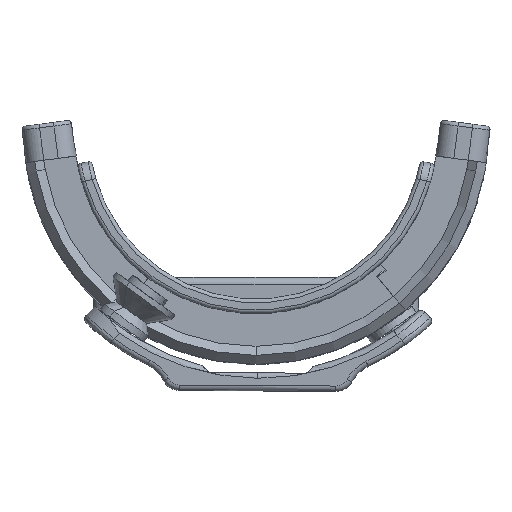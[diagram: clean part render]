
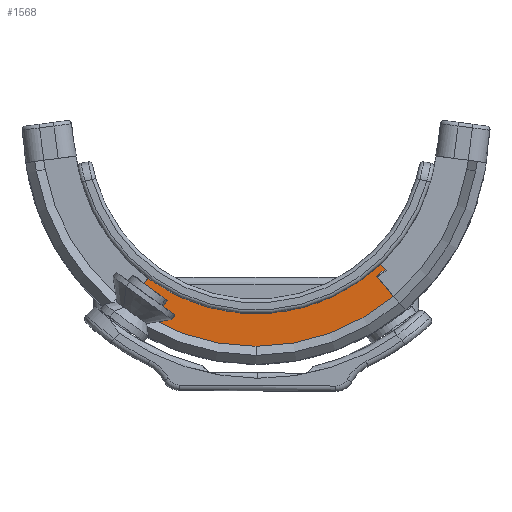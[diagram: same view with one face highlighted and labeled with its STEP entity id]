
A CAD part, front view. The second image highlights one B-rep face of the part: STEP entity #1568.
In plain terms, the highlighted planar face has unit normal (0, -1, 0).
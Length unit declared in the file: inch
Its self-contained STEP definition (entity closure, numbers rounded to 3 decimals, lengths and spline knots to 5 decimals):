
#79 = VERTEX_POINT ( 'NONE', #16918 ) ;
#655 = VECTOR ( 'NONE', #13742, 39.37008 ) ;
#1311 = ORIENTED_EDGE ( 'NONE', *, *, #4878, .T. ) ;
#1383 = AXIS2_PLACEMENT_3D ( 'NONE', #42034, #23377, #32832 ) ;
#1568 = ADVANCED_FACE ( 'NONE', ( #32705 ), #28641, .T. ) ;
#1775 = DIRECTION ( 'NONE',  ( 0., 0., -1. ) ) ;
#1779 = CIRCLE ( 'NONE', #24431, 1.9685 ) ;
#1797 = CARTESIAN_POINT ( 'NONE',  ( 1.31088, -0.19685, -1.56225 ) ) ;
#1904 = DIRECTION ( 'NONE',  ( -0.643, 0., -0.766 ) ) ;
#2259 = VERTEX_POINT ( 'NONE', #27173 ) ;
#2352 = DIRECTION ( 'NONE',  ( 0.643, 0., -0.766 ) ) ;
#3074 = EDGE_CURVE ( 'NONE', #37205, #28210, #4609, .T. ) ;
#3448 = CARTESIAN_POINT ( 'NONE',  ( 1.35581, -0.19685, -1.43204 ) ) ;
#3511 = EDGE_CURVE ( 'NONE', #32434, #40023, #20834, .T. ) ;
#3824 = ORIENTED_EDGE ( 'NONE', *, *, #3074, .F. ) ;
#4380 = CARTESIAN_POINT ( 'NONE',  ( 1.40136, -0.19685, -1.48633 ) ) ;
#4545 = ORIENTED_EDGE ( 'NONE', *, *, #3511, .T. ) ;
#4609 = LINE ( 'NONE', #7619, #35471 ) ;
#4878 = EDGE_CURVE ( 'NONE', #37205, #6599, #22570, .T. ) ;
#5833 = CIRCLE ( 'NONE', #13405, 1.9685 ) ;
#5999 = DIRECTION ( 'NONE',  ( 0., 0., -1. ) ) ;
#6009 = DIRECTION ( 'NONE',  ( 0., -1., 0. ) ) ;
#6599 = VERTEX_POINT ( 'NONE', #12671 ) ;
#6655 = EDGE_CURVE ( 'NONE', #21986, #32434, #10709, .T. ) ;
#7320 = ORIENTED_EDGE ( 'NONE', *, *, #36521, .F. ) ;
#7619 = CARTESIAN_POINT ( 'NONE',  ( 1.35581, -0.19685, -1.43204 ) ) ;
#7789 = EDGE_CURVE ( 'NONE', #40023, #13232, #30213, .T. ) ;
#8599 = LINE ( 'NONE', #28782, #19641 ) ;
#10709 = LINE ( 'NONE', #30875, #655 ) ;
#11214 = VECTOR ( 'NONE', #22693, 39.37008 ) ;
#11880 = EDGE_CURVE ( 'NONE', #79, #30953, #1779, .T. ) ;
#12620 = CARTESIAN_POINT ( 'NONE',  ( -1.12424, -0.19685, -1.52356 ) ) ;
#12671 = CARTESIAN_POINT ( 'NONE',  ( 1.26533, -0.19685, -1.50796 ) ) ;
#13182 = CARTESIAN_POINT ( 'NONE',  ( -1.26533, -0.19685, -1.50796 ) ) ;
#13232 = VERTEX_POINT ( 'NONE', #17819 ) ;
#13405 = AXIS2_PLACEMENT_3D ( 'NONE', #37979, #25331, #5999 ) ;
#13470 = AXIS2_PLACEMENT_3D ( 'NONE', #13182, #39318, #35693 ) ;
#13742 = DIRECTION ( 'NONE',  ( -0.766, 0., 0.643 ) ) ;
#15621 = ORIENTED_EDGE ( 'NONE', *, *, #6655, .T. ) ;
#16918 = CARTESIAN_POINT ( 'NONE',  ( -1.17257, -0.19685, -1.58116 ) ) ;
#17819 = CARTESIAN_POINT ( 'NONE',  ( 0., -0.19685, -2.32283 ) ) ;
#18287 = DIRECTION ( 'NONE',  ( 0., 0., -1. ) ) ;
#19641 = VECTOR ( 'NONE', #2352, 39.37008 ) ;
#20547 = VECTOR ( 'NONE', #26641, 39.37008 ) ;
#20680 = CARTESIAN_POINT ( 'NONE',  ( -1.321, -0.19685, -1.57431 ) ) ;
#20834 = LINE ( 'NONE', #41375, #40983 ) ;
#20841 = ORIENTED_EDGE ( 'NONE', *, *, #11880, .F. ) ;
#21986 = VERTEX_POINT ( 'NONE', #36582 ) ;
#22333 = CIRCLE ( 'NONE', #32629, 2.32283 ) ;
#22570 = LINE ( 'NONE', #3448, #20547 ) ;
#22693 = DIRECTION ( 'NONE',  ( 0.643, 0., 0.766 ) ) ;
#23377 = DIRECTION ( 'NONE',  ( 0., -1., 0. ) ) ;
#23617 = ORIENTED_EDGE ( 'NONE', *, *, #36036, .F. ) ;
#23712 = CARTESIAN_POINT ( 'NONE',  ( 0., -0.19685, -1.9685 ) ) ;
#23931 = LINE ( 'NONE', #4380, #40209 ) ;
#24431 = AXIS2_PLACEMENT_3D ( 'NONE', #31992, #6009, #18287 ) ;
#24588 = ORIENTED_EDGE ( 'NONE', *, *, #25388, .T. ) ;
#24737 = CARTESIAN_POINT ( 'NONE',  ( 1.35581, -0.19685, -1.43204 ) ) ;
#25331 = DIRECTION ( 'NONE',  ( 0., -1., 0. ) ) ;
#25388 = EDGE_CURVE ( 'NONE', #13232, #2259, #22333, .T. ) ;
#26641 = DIRECTION ( 'NONE',  ( -0.766, 0., -0.643 ) ) ;
#27173 = CARTESIAN_POINT ( 'NONE',  ( 1.49309, -0.19685, -1.77939 ) ) ;
#27570 = DIRECTION ( 'NONE',  ( 0.643, 0., -0.766 ) ) ;
#28210 = VERTEX_POINT ( 'NONE', #37016 ) ;
#28641 = PLANE ( 'NONE',  #13470 ) ;
#28782 = CARTESIAN_POINT ( 'NONE',  ( 1.26533, -0.19685, -1.50796 ) ) ;
#30213 = CIRCLE ( 'NONE', #1383, 2.32283 ) ;
#30530 = EDGE_CURVE ( 'NONE', #37886, #2259, #8599, .T. ) ;
#30875 = CARTESIAN_POINT ( 'NONE',  ( -1.23053, -0.19685, -1.65023 ) ) ;
#30953 = VERTEX_POINT ( 'NONE', #23712 ) ;
#30987 = CARTESIAN_POINT ( 'NONE',  ( 0., -0.19685, 0. ) ) ;
#30993 = EDGE_CURVE ( 'NONE', #28210, #37886, #23931, .T. ) ;
#31478 = ORIENTED_EDGE ( 'NONE', *, *, #30993, .F. ) ;
#31922 = CARTESIAN_POINT ( 'NONE',  ( -1.49309, -0.19685, -1.77939 ) ) ;
#31992 = CARTESIAN_POINT ( 'NONE',  ( 0., -0.19685, 0. ) ) ;
#32434 = VERTEX_POINT ( 'NONE', #20680 ) ;
#32629 = AXIS2_PLACEMENT_3D ( 'NONE', #30987, #37840, #1775 ) ;
#32705 = FACE_OUTER_BOUND ( 'NONE', #42436, .T. ) ;
#32832 = DIRECTION ( 'NONE',  ( 0., 0., -1. ) ) ;
#32987 = LINE ( 'NONE', #12620, #11214 ) ;
#33134 = ORIENTED_EDGE ( 'NONE', *, *, #7789, .T. ) ;
#35316 = ORIENTED_EDGE ( 'NONE', *, *, #30530, .F. ) ;
#35471 = VECTOR ( 'NONE', #27570, 39.37008 ) ;
#35693 = DIRECTION ( 'NONE',  ( 0., 0., -1. ) ) ;
#36036 = EDGE_CURVE ( 'NONE', #30953, #6599, #5833, .T. ) ;
#36521 = EDGE_CURVE ( 'NONE', #21986, #79, #32987, .T. ) ;
#36582 = CARTESIAN_POINT ( 'NONE',  ( -1.23053, -0.19685, -1.65023 ) ) ;
#37016 = CARTESIAN_POINT ( 'NONE',  ( 1.40136, -0.19685, -1.48633 ) ) ;
#37205 = VERTEX_POINT ( 'NONE', #24737 ) ;
#37840 = DIRECTION ( 'NONE',  ( 0., -1., 0. ) ) ;
#37886 = VERTEX_POINT ( 'NONE', #1797 ) ;
#37979 = CARTESIAN_POINT ( 'NONE',  ( 0., -0.19685, 0. ) ) ;
#39318 = DIRECTION ( 'NONE',  ( 0., -1., 0. ) ) ;
#40023 = VERTEX_POINT ( 'NONE', #31922 ) ;
#40209 = VECTOR ( 'NONE', #40425, 39.37008 ) ;
#40425 = DIRECTION ( 'NONE',  ( -0.766, 0., -0.643 ) ) ;
#40983 = VECTOR ( 'NONE', #1904, 39.37008 ) ;
#41375 = CARTESIAN_POINT ( 'NONE',  ( -1.26533, -0.19685, -1.50796 ) ) ;
#42034 = CARTESIAN_POINT ( 'NONE',  ( 0., -0.19685, 0. ) ) ;
#42436 = EDGE_LOOP ( 'NONE', ( #15621, #4545, #33134, #24588, #35316, #31478, #3824, #1311, #23617, #20841, #7320 ) ) ;
